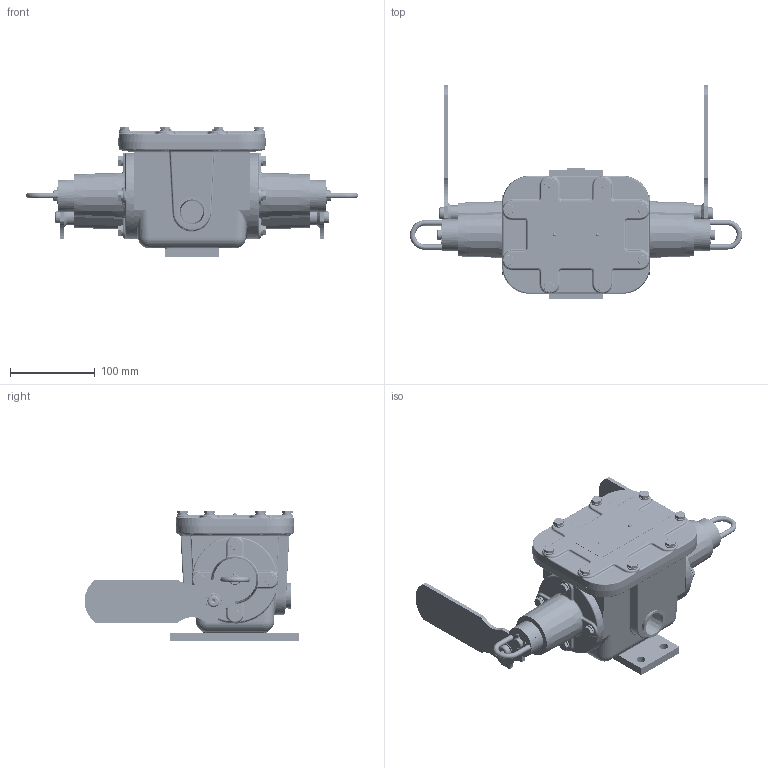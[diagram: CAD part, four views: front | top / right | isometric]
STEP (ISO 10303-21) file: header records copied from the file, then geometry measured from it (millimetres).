
FILE_DESCRIPTION(('Model PC-4SD Dual Enclosure Type Pull Cord Control'),'2;1');
FILE_NAME('PCD-4SD.stp','2010-09-30T12:52:20',('GL'),('Conveyor Components Company'),'Autodesk Inventor 2011','Autodesk Inventor 2011','GL');
FILE_SCHEMA(('AUTOMOTIVE_DESIGN { 1 0 10303 214 1 1 1 1 }'));
Length unit declared in the file: inch
Products named in the file (55): PCD-4SD; Regular Helical Spring Lock Washer (Inch) 1/4; Hex Cap Screw - Inch 1/4-20 UNC - 1; 22010006; patch screw base; patch; 40300036; 22016101; 40300210; 40300209; 40300037; 22011073 b; 22013064; 40300038; 20591216; PC-29; 20598513; 40300074; 20596558; 40300041; 40300034; 40300034_Welds; 40300033; 40300022; 40300001; 20596559; 40300035; 40300035_Welds; 40300023; 40300024; 40300030; 40300321; 40300140; 40300166; 40300010; Compress Spring; Compress Spring1; 20591229; Torsion Spring; 40300079 ...
Assembly tree (114 placements, depth 4):
  PCD-4SD
    Regular Helical Spring Lock Washer (Inch) 1/4  x16
    Hex Cap Screw - Inch 1/4-20 UNC - 1  x8
    22010006  x8
      patch screw base
      patch
    40300036  x4
    22016101  x2
    40300210
      40300209
      40300037
      22011073 b  x2
      22013064  x2
      40300038
      20591216  x2
      PC-29
      20598513
    40300074
      20596558
      40300041
      40300034
        40300034_Welds
        40300033
        40300022
      40300001
      20596559  x2
      40300035
        40300035_Welds
        40300023
        40300024
      40300030
      40300321
      40300140
        40300166
        40300010
      Compress Spring
        Compress Spring1
      20591229
      Torsion Spring
        Torsion Spring
    40300079
      40300041
      40300034
        40300034_Welds
        40300033
        40300022
      40300001
      20596559  x2
      40300035
        40300035_Welds
        40300023
        40300024
      40300030
      40300321
      40300140
        40300166
        40300010
      20596558
      Compress Spring
        Compress Spring1
Bounding box: 392.73 x 253.77 x 154.77 mm (x, y, z)
Volume: 1715227.5 mm3; surface area: 569648.3 mm2
Topology: 130 solids, 130 shells, 6573 faces, 16828 edges, 10759 vertices
Faces by surface type: plane 4458, bspline 861, cylinder 755, cone 281, torus 176, sphere 42
Full cylindrical faces by diameter (mm): 1.778 x2, 2.032 x2, 2.134 x2, 2.184 x4, 2.388 x2, 2.464 x2, 2.616 x4, 2.642 x8, 2.769 x2, 3.302 x4, 3.505 x8, 3.556 x4, 3.962 x2, 4.166 x4, 4.775 x4, 4.826 x2, 4.953 x2, 4.978 x16, 5.207 x4, 6.259 x2, 6.35 x40, 6.355 x8, 6.401 x2, 6.746 x8, 6.782 x8, 7.137 x4, 7.142 x16, 7.214 x4, 7.798 x2, 7.938 x6
Entity records: 75959 total; most frequent: CARTESIAN_POINT 22937, ORIENTED_EDGE 10378, DIRECTION 10068, EDGE_CURVE 5189, VERTEX_POINT 3401, VECTOR 3362, LINE 3362, AXIS2_PLACEMENT_3D 3353
